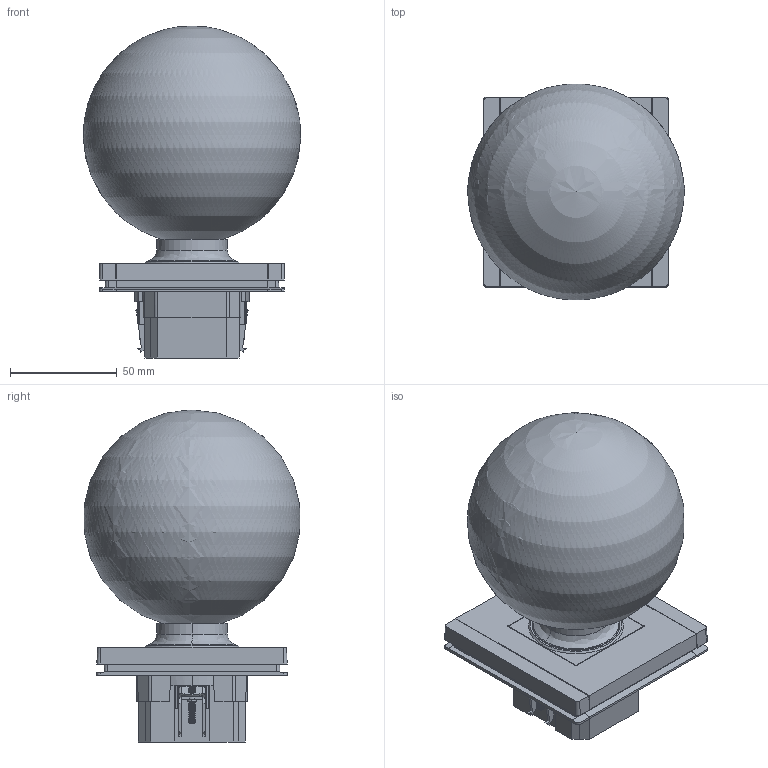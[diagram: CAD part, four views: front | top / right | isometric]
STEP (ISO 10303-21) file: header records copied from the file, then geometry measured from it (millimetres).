
FILE_DESCRIPTION (( 'STEP AP214' ), '1' );
FILE_NAME ('ñâåòîðåãóëÿòîð.STEP', '2025-03-12T10:34:29', ( '' ), ( '' ), 'SwSTEP 2.0', 'SolidWorks 2022', '' );
FILE_SCHEMA (( 'AUTOMOTIVE_DESIGN' ));
Length unit declared in the file: millimetre
Products named in the file (1): светорегулятор
Bounding box: 101.54 x 100.91 x 155.2 mm (x, y, z)
Surface area: 173424.8 mm2
Topology: 1 solids, 85 shells, 2061 faces, 5651 edges, 3710 vertices
Faces by surface type: plane 1492, cylinder 495, bspline 33, cone 23, sphere 12, torus 6
Entity records: 98608 total; most frequent: CARTESIAN_POINT 48563, ORIENTED_EDGE 11264, DIRECTION 9047, EDGE_CURVE 5632, LINE 4231, VECTOR 4231, VERTEX_POINT 3701, AXIS2_PLACEMENT_3D 2408
